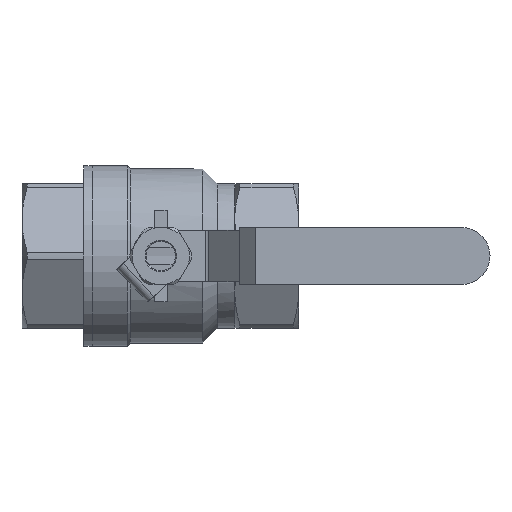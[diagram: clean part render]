
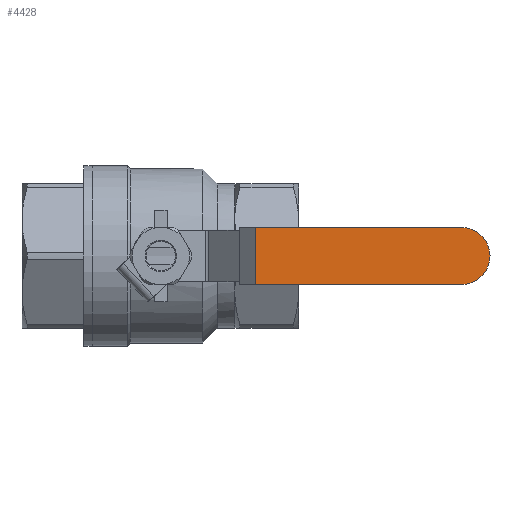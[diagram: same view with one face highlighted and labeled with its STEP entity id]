
A CAD part, left-side view. The second image highlights one B-rep face of the part: STEP entity #4428.
In plain terms, the highlighted face is planar.
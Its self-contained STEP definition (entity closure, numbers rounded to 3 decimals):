
#272=PLANE('',#4794);
#445=LINE('',#6814,#652);
#446=LINE('',#6819,#653);
#447=LINE('',#6821,#654);
#652=VECTOR('',#5614,1000.);
#653=VECTOR('',#5617,1000.);
#654=VECTOR('',#5618,1000.);
#1381=ORIENTED_EDGE('',*,*,#1950,.F.);
#1382=ORIENTED_EDGE('',*,*,#1951,.T.);
#1383=ORIENTED_EDGE('',*,*,#1952,.T.);
#1384=ORIENTED_EDGE('',*,*,#1953,.T.);
#1950=EDGE_CURVE('',#2301,#2302,#445,.T.);
#1951=EDGE_CURVE('',#2301,#2303,#2499,.T.);
#1952=EDGE_CURVE('',#2303,#2304,#446,.T.);
#1953=EDGE_CURVE('',#2304,#2302,#447,.T.);
#2301=VERTEX_POINT('',#6815);
#2302=VERTEX_POINT('',#6816);
#2303=VERTEX_POINT('',#6818);
#2304=VERTEX_POINT('',#6820);
#2499=CIRCLE('',#4795,13.5);
#2754=EDGE_LOOP('',(#1381,#1382,#1383,#1384));
#3028=FACE_BOUND('',#2754,.T.);
#4428=ADVANCED_FACE('',(#3028),#272,.T.);
#4794=AXIS2_PLACEMENT_3D('',#6813,#5612,#5613);
#4795=AXIS2_PLACEMENT_3D('',#6817,#5615,#5616);
#5612=DIRECTION('',(0.,0.,1.));
#5613=DIRECTION('',(1.,0.,0.));
#5614=DIRECTION('',(-1.,0.,0.));
#5615=DIRECTION('',(0.,0.,1.));
#5616=DIRECTION('',(-1.,0.,0.));
#5617=DIRECTION('',(-1.,0.,0.));
#5618=DIRECTION('',(0.,-1.,0.));
#6813=CARTESIAN_POINT('',(118.,27.,17.5));
#6814=CARTESIAN_POINT('',(118.,0.,17.5));
#6815=CARTESIAN_POINT('',(104.5,0.,17.5));
#6816=CARTESIAN_POINT('',(7.601,0.,17.5));
#6817=CARTESIAN_POINT('',(104.5,13.5,17.5));
#6818=CARTESIAN_POINT('',(104.5,27.,17.5));
#6819=CARTESIAN_POINT('',(118.,27.,17.5));
#6820=CARTESIAN_POINT('',(7.601,27.,17.5));
#6821=CARTESIAN_POINT('',(7.601,27.,17.5));
